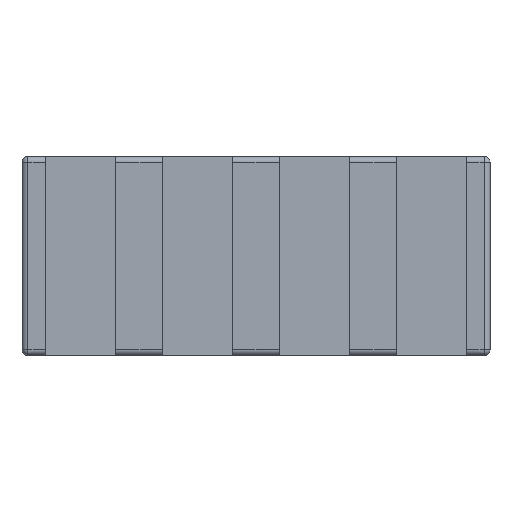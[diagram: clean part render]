
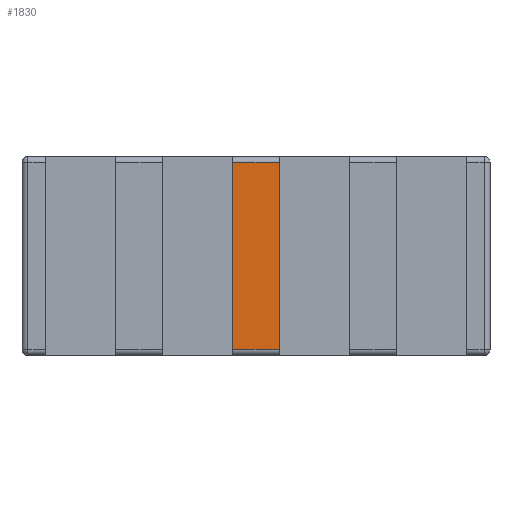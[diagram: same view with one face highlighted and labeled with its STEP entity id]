
A CAD part, left-side view. The second image highlights one B-rep face of the part: STEP entity #1830.
In plain terms, the highlighted planar face has unit normal (-1, 0, 0).
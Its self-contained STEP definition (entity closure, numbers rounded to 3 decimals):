
#80 = VERTEX_POINT('',#81);
#81 = CARTESIAN_POINT('',(-0.625,0.1,0.825));
#117 = PLANE('',#118);
#118 = AXIS2_PLACEMENT_3D('',#119,#120,#121);
#119 = CARTESIAN_POINT('',(-0.625,0.4,0.));
#120 = DIRECTION('',(-1.,0.,0.));
#121 = DIRECTION('',(0.,-1.,0.));
#276 = CYLINDRICAL_SURFACE('',#277,0.025);
#277 = AXIS2_PLACEMENT_3D('',#278,#279,#280);
#278 = CARTESIAN_POINT('',(-0.6,0.,0.825));
#279 = DIRECTION('',(0.,1.,0.));
#280 = DIRECTION('',(0.,0.,-1.));
#419 = EDGE_CURVE('',#420,#80,#422,.T.);
#420 = VERTEX_POINT('',#421);
#421 = CARTESIAN_POINT('',(-0.625,-0.1,0.825));
#422 = SURFACE_CURVE('',#423,(#427,#456),.PCURVE_S1.);
#423 = LINE('',#424,#425);
#424 = CARTESIAN_POINT('',(-0.625,0.1,0.825));
#425 = VECTOR('',#426,1.);
#426 = DIRECTION('',(0.,1.,0.));
#427 = PCURVE('',#276,#428);
#428 = DEFINITIONAL_REPRESENTATION('',(#429),#455);
#429 = B_SPLINE_CURVE_WITH_KNOTS('',3,(#430,#431,#432,#433,#434,#435,
    #436,#437,#438,#439,#440,#441,#442,#443,#444,#445,#446,#447,#448,
    #449,#450,#451,#452,#453,#454),.UNSPECIFIED.,.F.,.F.,(4,1,1,1,1,1,1,
    1,1,1,1,1,1,1,1,1,1,1,1,1,1,1,4),(-0.2,-0.191,
    -0.182,-0.173,-0.164,-0.155,
    -0.145,-0.136,-0.127,-0.118,
    -0.109,-0.1,-0.091,-0.082,
    -0.073,-0.064,-0.055,
    -0.045,-0.036,-0.027,
    -0.018,-0.009,0.),.UNSPECIFIED.);
#430 = CARTESIAN_POINT('',(1.571,-0.1));
#431 = CARTESIAN_POINT('',(1.571,-0.097));
#432 = CARTESIAN_POINT('',(1.571,-0.091));
#433 = CARTESIAN_POINT('',(1.571,-0.082));
#434 = CARTESIAN_POINT('',(1.571,-0.073));
#435 = CARTESIAN_POINT('',(1.571,-0.064));
#436 = CARTESIAN_POINT('',(1.571,-0.055));
#437 = CARTESIAN_POINT('',(1.571,-0.045));
#438 = CARTESIAN_POINT('',(1.571,-0.036));
#439 = CARTESIAN_POINT('',(1.571,-0.027));
#440 = CARTESIAN_POINT('',(1.571,-0.018));
#441 = CARTESIAN_POINT('',(1.571,-0.009));
#442 = CARTESIAN_POINT('',(1.571,0.));
#443 = CARTESIAN_POINT('',(1.571,0.009));
#444 = CARTESIAN_POINT('',(1.571,0.018));
#445 = CARTESIAN_POINT('',(1.571,0.027));
#446 = CARTESIAN_POINT('',(1.571,0.036));
#447 = CARTESIAN_POINT('',(1.571,0.045));
#448 = CARTESIAN_POINT('',(1.571,0.055));
#449 = CARTESIAN_POINT('',(1.571,0.064));
#450 = CARTESIAN_POINT('',(1.571,0.073));
#451 = CARTESIAN_POINT('',(1.571,0.082));
#452 = CARTESIAN_POINT('',(1.571,0.091));
#453 = CARTESIAN_POINT('',(1.571,0.097));
#454 = CARTESIAN_POINT('',(1.571,0.1));
#455 = ( GEOMETRIC_REPRESENTATION_CONTEXT(2) 
PARAMETRIC_REPRESENTATION_CONTEXT() REPRESENTATION_CONTEXT('2D SPACE',''
  ) );
#456 = PCURVE('',#457,#462);
#457 = PLANE('',#458);
#458 = AXIS2_PLACEMENT_3D('',#459,#460,#461);
#459 = CARTESIAN_POINT('',(-0.625,-1.,0.85));
#460 = DIRECTION('',(1.,0.,0.));
#461 = DIRECTION('',(0.,0.,-1.));
#462 = DEFINITIONAL_REPRESENTATION('',(#463),#467);
#463 = LINE('',#464,#465);
#464 = CARTESIAN_POINT('',(0.025,1.1));
#465 = VECTOR('',#466,1.);
#466 = DIRECTION('',(0.,1.));
#467 = ( GEOMETRIC_REPRESENTATION_CONTEXT(2) 
PARAMETRIC_REPRESENTATION_CONTEXT() REPRESENTATION_CONTEXT('2D SPACE',''
  ) );
#829 = VERTEX_POINT('',#830);
#830 = CARTESIAN_POINT('',(-0.625,0.1,0.025));
#878 = EDGE_CURVE('',#829,#80,#879,.T.);
#879 = SURFACE_CURVE('',#880,(#884,#891),.PCURVE_S1.);
#880 = LINE('',#881,#882);
#881 = CARTESIAN_POINT('',(-0.625,0.1,0.));
#882 = VECTOR('',#883,1.);
#883 = DIRECTION('',(0.,0.,1.));
#884 = PCURVE('',#117,#885);
#885 = DEFINITIONAL_REPRESENTATION('',(#886),#890);
#886 = LINE('',#887,#888);
#887 = CARTESIAN_POINT('',(0.3,0.));
#888 = VECTOR('',#889,1.);
#889 = DIRECTION('',(0.,1.));
#890 = ( GEOMETRIC_REPRESENTATION_CONTEXT(2) 
PARAMETRIC_REPRESENTATION_CONTEXT() REPRESENTATION_CONTEXT('2D SPACE',''
  ) );
#891 = PCURVE('',#457,#892);
#892 = DEFINITIONAL_REPRESENTATION('',(#893),#897);
#893 = LINE('',#894,#895);
#894 = CARTESIAN_POINT('',(0.85,1.1));
#895 = VECTOR('',#896,1.);
#896 = DIRECTION('',(-1.,0.));
#897 = ( GEOMETRIC_REPRESENTATION_CONTEXT(2) 
PARAMETRIC_REPRESENTATION_CONTEXT() REPRESENTATION_CONTEXT('2D SPACE',''
  ) );
#1830 = ADVANCED_FACE('',(#1831),#457,.F.);
#1831 = FACE_BOUND('',#1832,.F.);
#1832 = EDGE_LOOP('',(#1833,#1834,#1835,#1863));
#1833 = ORIENTED_EDGE('',*,*,#878,.T.);
#1834 = ORIENTED_EDGE('',*,*,#419,.F.);
#1835 = ORIENTED_EDGE('',*,*,#1836,.F.);
#1836 = EDGE_CURVE('',#1837,#420,#1839,.T.);
#1837 = VERTEX_POINT('',#1838);
#1838 = CARTESIAN_POINT('',(-0.625,-0.1,0.025));
#1839 = SURFACE_CURVE('',#1840,(#1844,#1851),.PCURVE_S1.);
#1840 = LINE('',#1841,#1842);
#1841 = CARTESIAN_POINT('',(-0.625,-0.1,0.));
#1842 = VECTOR('',#1843,1.);
#1843 = DIRECTION('',(0.,0.,1.));
#1844 = PCURVE('',#457,#1845);
#1845 = DEFINITIONAL_REPRESENTATION('',(#1846),#1850);
#1846 = LINE('',#1847,#1848);
#1847 = CARTESIAN_POINT('',(0.85,0.9));
#1848 = VECTOR('',#1849,1.);
#1849 = DIRECTION('',(-1.,0.));
#1850 = ( GEOMETRIC_REPRESENTATION_CONTEXT(2) 
PARAMETRIC_REPRESENTATION_CONTEXT() REPRESENTATION_CONTEXT('2D SPACE',''
  ) );
#1851 = PCURVE('',#1852,#1857);
#1852 = PLANE('',#1853);
#1853 = AXIS2_PLACEMENT_3D('',#1854,#1855,#1856);
#1854 = CARTESIAN_POINT('',(-0.625,-0.4,0.));
#1855 = DIRECTION('',(-1.,0.,0.));
#1856 = DIRECTION('',(0.,0.,1.));
#1857 = DEFINITIONAL_REPRESENTATION('',(#1858),#1862);
#1858 = LINE('',#1859,#1860);
#1859 = CARTESIAN_POINT('',(0.,0.3));
#1860 = VECTOR('',#1861,1.);
#1861 = DIRECTION('',(1.,0.));
#1862 = ( GEOMETRIC_REPRESENTATION_CONTEXT(2) 
PARAMETRIC_REPRESENTATION_CONTEXT() REPRESENTATION_CONTEXT('2D SPACE',''
  ) );
#1863 = ORIENTED_EDGE('',*,*,#1864,.F.);
#1864 = EDGE_CURVE('',#829,#1837,#1865,.T.);
#1865 = SURFACE_CURVE('',#1866,(#1870,#1877),.PCURVE_S1.);
#1866 = LINE('',#1867,#1868);
#1867 = CARTESIAN_POINT('',(-0.625,-1.,0.025));
#1868 = VECTOR('',#1869,1.);
#1869 = DIRECTION('',(0.,-1.,0.));
#1870 = PCURVE('',#457,#1871);
#1871 = DEFINITIONAL_REPRESENTATION('',(#1872),#1876);
#1872 = LINE('',#1873,#1874);
#1873 = CARTESIAN_POINT('',(0.825,0.));
#1874 = VECTOR('',#1875,1.);
#1875 = DIRECTION('',(0.,-1.));
#1876 = ( GEOMETRIC_REPRESENTATION_CONTEXT(2) 
PARAMETRIC_REPRESENTATION_CONTEXT() REPRESENTATION_CONTEXT('2D SPACE',''
  ) );
#1877 = PCURVE('',#1878,#1883);
#1878 = CYLINDRICAL_SURFACE('',#1879,0.025);
#1879 = AXIS2_PLACEMENT_3D('',#1880,#1881,#1882);
#1880 = CARTESIAN_POINT('',(-0.6,-1.,0.025));
#1881 = DIRECTION('',(0.,-1.,0.));
#1882 = DIRECTION('',(0.,0.,1.));
#1883 = DEFINITIONAL_REPRESENTATION('',(#1884),#1910);
#1884 = B_SPLINE_CURVE_WITH_KNOTS('',3,(#1885,#1886,#1887,#1888,#1889,
    #1890,#1891,#1892,#1893,#1894,#1895,#1896,#1897,#1898,#1899,#1900,
    #1901,#1902,#1903,#1904,#1905,#1906,#1907,#1908,#1909),
  .UNSPECIFIED.,.F.,.F.,(4,1,1,1,1,1,1,1,1,1,1,1,1,1,1,1,1,1,1,1,1,1,4),
  (-1.1,-1.091,-1.082,-1.073,-1.064,
    -1.055,-1.045,-1.036,-1.027,
    -1.018,-1.009,-1.,-0.991,-0.982,
    -0.973,-0.964,-0.955,-0.945,
    -0.936,-0.927,-0.918,-0.909,-0.9
    ),.UNSPECIFIED.);
#1885 = CARTESIAN_POINT('',(1.571,-1.1));
#1886 = CARTESIAN_POINT('',(1.571,-1.097));
#1887 = CARTESIAN_POINT('',(1.571,-1.091));
#1888 = CARTESIAN_POINT('',(1.571,-1.082));
#1889 = CARTESIAN_POINT('',(1.571,-1.073));
#1890 = CARTESIAN_POINT('',(1.571,-1.064));
#1891 = CARTESIAN_POINT('',(1.571,-1.055));
#1892 = CARTESIAN_POINT('',(1.571,-1.045));
#1893 = CARTESIAN_POINT('',(1.571,-1.036));
#1894 = CARTESIAN_POINT('',(1.571,-1.027));
#1895 = CARTESIAN_POINT('',(1.571,-1.018));
#1896 = CARTESIAN_POINT('',(1.571,-1.009));
#1897 = CARTESIAN_POINT('',(1.571,-1.));
#1898 = CARTESIAN_POINT('',(1.571,-0.991));
#1899 = CARTESIAN_POINT('',(1.571,-0.982));
#1900 = CARTESIAN_POINT('',(1.571,-0.973));
#1901 = CARTESIAN_POINT('',(1.571,-0.964));
#1902 = CARTESIAN_POINT('',(1.571,-0.955));
#1903 = CARTESIAN_POINT('',(1.571,-0.945));
#1904 = CARTESIAN_POINT('',(1.571,-0.936));
#1905 = CARTESIAN_POINT('',(1.571,-0.927));
#1906 = CARTESIAN_POINT('',(1.571,-0.918));
#1907 = CARTESIAN_POINT('',(1.571,-0.909));
#1908 = CARTESIAN_POINT('',(1.571,-0.903));
#1909 = CARTESIAN_POINT('',(1.571,-0.9));
#1910 = ( GEOMETRIC_REPRESENTATION_CONTEXT(2) 
PARAMETRIC_REPRESENTATION_CONTEXT() REPRESENTATION_CONTEXT('2D SPACE',''
  ) );
